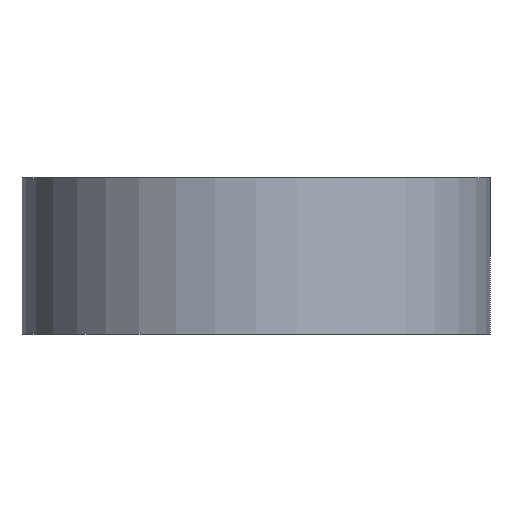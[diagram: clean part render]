
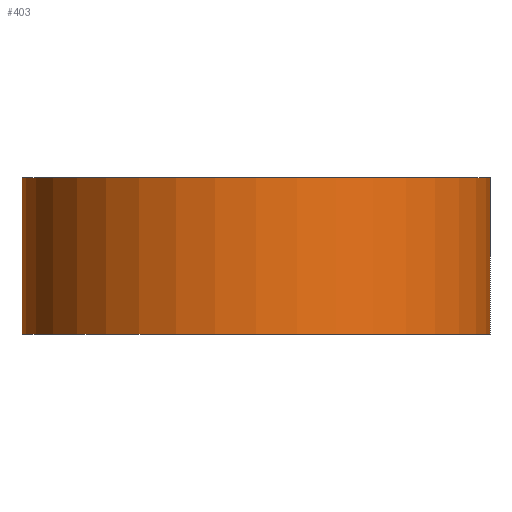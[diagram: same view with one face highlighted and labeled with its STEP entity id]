
A CAD part, left-side view. The second image highlights one B-rep face of the part: STEP entity #403.
In plain terms, the highlighted cylindrical face has radius 3 mm (diameter 6 mm), a partial arc.
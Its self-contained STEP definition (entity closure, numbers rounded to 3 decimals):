
#49=FACE_OUTER_BOUND('',#74,.T.);
#74=EDGE_LOOP('',(#355,#356,#357,#358));
#83=CIRCLE('',#433,3.);
#92=CIRCLE('',#451,3.);
#132=LINE('',#1473,#152);
#136=LINE('',#1482,#156);
#152=VECTOR('',#526,10.);
#156=VECTOR('',#536,10.);
#181=VERTEX_POINT('',#1440);
#182=VERTEX_POINT('',#1441);
#192=VERTEX_POINT('',#1471);
#194=VERTEX_POINT('',#1480);
#231=EDGE_CURVE('',#181,#182,#83,.T.);
#246=EDGE_CURVE('',#192,#181,#132,.T.);
#251=EDGE_CURVE('',#194,#182,#136,.T.);
#252=EDGE_CURVE('',#192,#194,#92,.T.);
#355=ORIENTED_EDGE('',*,*,#252,.T.);
#356=ORIENTED_EDGE('',*,*,#251,.T.);
#357=ORIENTED_EDGE('',*,*,#231,.F.);
#358=ORIENTED_EDGE('',*,*,#246,.F.);
#382=CYLINDRICAL_SURFACE('',#450,3.);
#403=ADVANCED_FACE('',(#49),#382,.T.);
#433=AXIS2_PLACEMENT_3D('',#1442,#491,#492);
#450=AXIS2_PLACEMENT_3D('',#1483,#537,#538);
#451=AXIS2_PLACEMENT_3D('',#1484,#539,#540);
#491=DIRECTION('center_axis',(0.,0.,1.));
#492=DIRECTION('ref_axis',(0.,1.,0.));
#526=DIRECTION('',(0.,0.,1.));
#536=DIRECTION('',(0.,0.,1.));
#537=DIRECTION('center_axis',(0.,0.,1.));
#538=DIRECTION('ref_axis',(0.,1.,0.));
#539=DIRECTION('center_axis',(0.,0.,1.));
#540=DIRECTION('ref_axis',(0.,1.,0.));
#1440=CARTESIAN_POINT('',(5.,16.,2.));
#1441=CARTESIAN_POINT('',(5.,10.,2.));
#1442=CARTESIAN_POINT('Origin',(5.,13.,2.));
#1471=CARTESIAN_POINT('',(5.,16.,0.));
#1473=CARTESIAN_POINT('',(5.,16.,0.));
#1480=CARTESIAN_POINT('',(5.,10.,0.));
#1482=CARTESIAN_POINT('',(5.,10.,0.));
#1483=CARTESIAN_POINT('Origin',(5.,13.,0.));
#1484=CARTESIAN_POINT('Origin',(5.,13.,0.));
